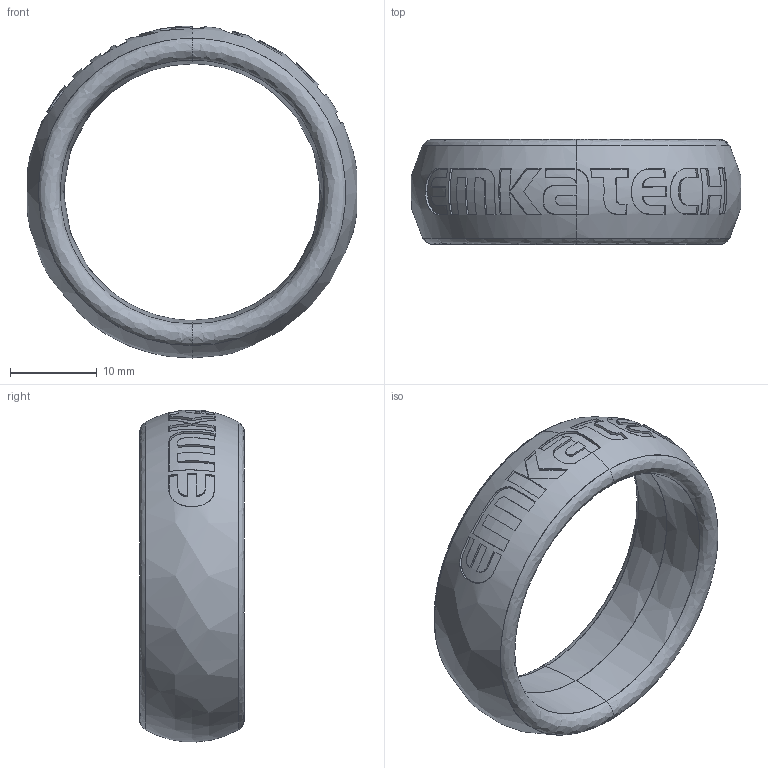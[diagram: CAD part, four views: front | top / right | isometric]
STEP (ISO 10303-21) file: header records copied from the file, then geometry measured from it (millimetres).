
FILE_DESCRIPTION(('FreeCAD Model'),'2;1');
FILE_NAME('Open CASCADE Shape Model','2025-05-04T03:34:16',('FreeCAD'),( 'FreeCAD'),'Open CASCADE STEP processor 7.6','FreeCAD','Unknown');
FILE_SCHEMA(('AUTOMOTIVE_DESIGN { 1 0 10303 214 1 1 1 1 }'));
Length unit declared in the file: millimetre
Products named in the file (1): Open CASCADE STEP translator 7.6 1
Bounding box: 38.09 x 12.13 x 38.37 mm (x, y, z)
Surface area: 2998.8 mm2 (no closed solid volume)
Topology: 0 solids, 126 shells, 126 faces, 1396 edges, 1737 vertices
Faces by surface type: bspline 126
Entity records: 22604 total; most frequent: CARTESIAN_POINT 16674, B_SPLINE_CURVE_WITH_KNOTS 1320, ORIENTED_EDGE 1055, EDGE_CURVE 1055, VERTEX_POINT 1055, GEOMETRIC_CURVE_SET 341, TRIMMED_CURVE 341, FACE_BOUND 133
